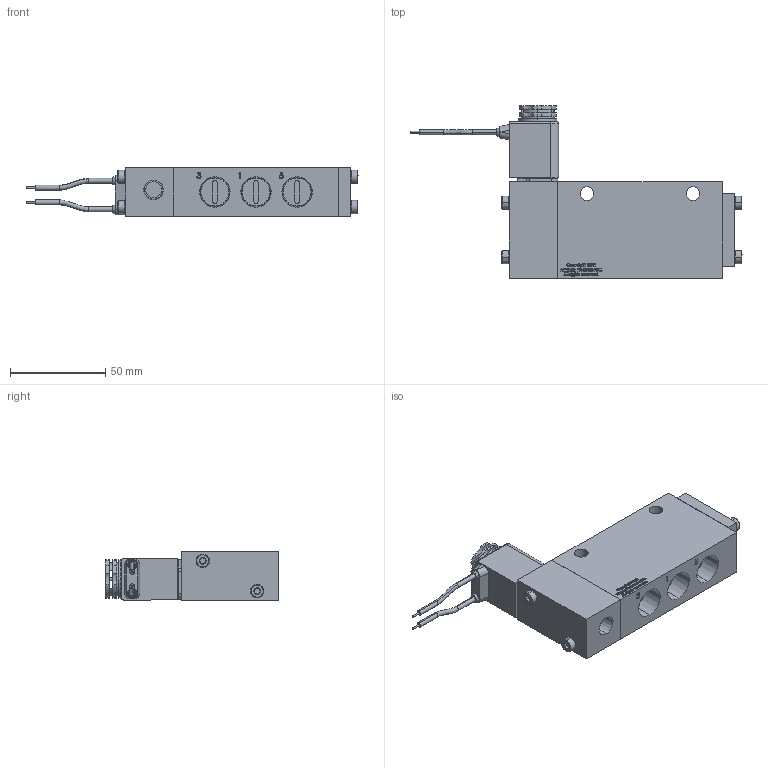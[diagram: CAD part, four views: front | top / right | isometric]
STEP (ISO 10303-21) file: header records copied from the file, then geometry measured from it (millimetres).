
FILE_DESCRIPTION (( 'STEP AP214' ), '1' );
FILE_NAME ('V380RE0514-DAL-VALVE-.38-NPT-5-2-SOL-SR-12DC.STEP', '2021-07-30T08:43:24', ( '' ), ( '' ), 'SwSTEP 2.0', 'SolidWorks 2018', '' );
FILE_SCHEMA (( 'AUTOMOTIVE_DESIGN' ));
Length unit declared in the file: inch
Products named in the file (1): V380RE0514-DAL-VALVE-.38-NPT-5-2-SOL-SR-12DC
Bounding box: 174.3 x 90.68 x 25.42 mm (x, y, z)
Volume: 155165.4 mm3; surface area: 32394.4 mm2
Topology: 5 solids, 5 shells, 2025 faces, 5327 edges, 3478 vertices
Faces by surface type: plane 1079, bspline 644, cylinder 228, cone 74
Entity records: 117725 total; most frequent: CARTESIAN_POINT 45880, ORIENTED_EDGE 10636, DIRECTION 7197, EDGE_CURVE 5318, VERTEX_POINT 3478, LINE 3337, VECTOR 3337, EDGE_LOOP 2230
